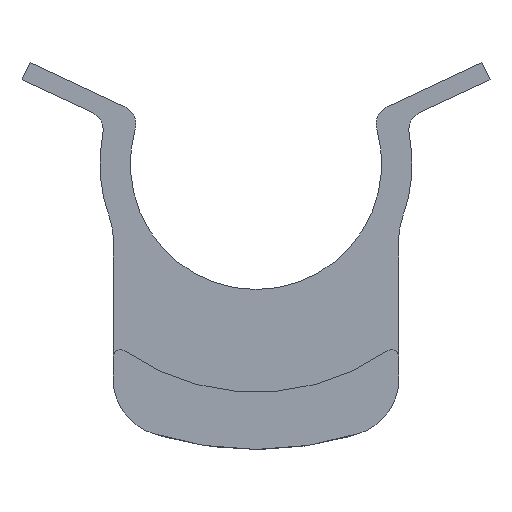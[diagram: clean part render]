
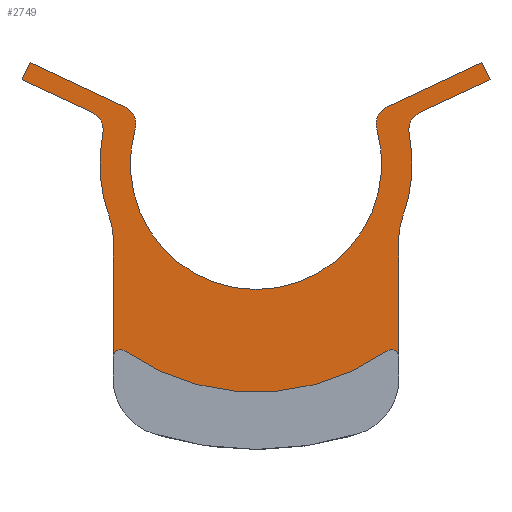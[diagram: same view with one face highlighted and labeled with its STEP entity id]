
A CAD part, front view. The second image highlights one B-rep face of the part: STEP entity #2749.
In plain terms, the highlighted planar face has unit normal (0, -1, 0).
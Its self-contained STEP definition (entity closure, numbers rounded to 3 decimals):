
#71=FACE_BOUND('',#495,.T.);
#72=FACE_BOUND('',#496,.T.);
#170=CIRCLE('',#2917,90.);
#174=CIRCLE('',#2925,5.);
#175=CIRCLE('',#2927,33.);
#176=CIRCLE('',#2928,5.);
#177=CIRCLE('',#2929,5.);
#178=CIRCLE('',#2930,41.);
#179=CIRCLE('',#2931,15.);
#180=CIRCLE('',#2932,15.);
#181=CIRCLE('',#2933,15.);
#182=CIRCLE('',#2934,15.);
#183=CIRCLE('',#2935,41.);
#184=CIRCLE('',#2936,5.);
#185=CIRCLE('',#2937,4.05);
#186=CIRCLE('',#2938,4.05);
#329=FACE_OUTER_BOUND('',#494,.T.);
#494=EDGE_LOOP('',(#2409,#2410,#2411,#2412,#2413,#2414,#2415,#2416,#2417,
#2418,#2419,#2420,#2421,#2422,#2423,#2424,#2425,#2426,#2427,#2428));
#495=EDGE_LOOP('',(#2429));
#496=EDGE_LOOP('',(#2430));
#710=LINE('',#5142,#924);
#711=LINE('',#5144,#925);
#712=LINE('',#5146,#926);
#713=LINE('',#5154,#927);
#714=LINE('',#5159,#928);
#715=LINE('',#5167,#929);
#716=LINE('',#5169,#930);
#717=LINE('',#5170,#931);
#924=VECTOR('',#3426,10.);
#925=VECTOR('',#3427,10.);
#926=VECTOR('',#3428,10.);
#927=VECTOR('',#3435,10.);
#928=VECTOR('',#3440,10.);
#929=VECTOR('',#3447,10.);
#930=VECTOR('',#3448,10.);
#931=VECTOR('',#3449,10.);
#1288=VERTEX_POINT('',#5111);
#1289=VERTEX_POINT('',#5113);
#1295=VERTEX_POINT('',#5131);
#1296=VERTEX_POINT('',#5133);
#1297=VERTEX_POINT('',#5137);
#1298=VERTEX_POINT('',#5139);
#1299=VERTEX_POINT('',#5141);
#1300=VERTEX_POINT('',#5143);
#1301=VERTEX_POINT('',#5145);
#1302=VERTEX_POINT('',#5147);
#1303=VERTEX_POINT('',#5149);
#1304=VERTEX_POINT('',#5151);
#1305=VERTEX_POINT('',#5153);
#1306=VERTEX_POINT('',#5156);
#1307=VERTEX_POINT('',#5158);
#1308=VERTEX_POINT('',#5160);
#1309=VERTEX_POINT('',#5162);
#1310=VERTEX_POINT('',#5164);
#1311=VERTEX_POINT('',#5166);
#1312=VERTEX_POINT('',#5168);
#1313=VERTEX_POINT('',#5171);
#1314=VERTEX_POINT('',#5173);
#1667=EDGE_CURVE('',#1288,#1289,#170,.T.);
#1676=EDGE_CURVE('',#1295,#1296,#174,.T.);
#1678=EDGE_CURVE('',#1295,#1297,#175,.T.);
#1679=EDGE_CURVE('',#1298,#1297,#176,.T.);
#1680=EDGE_CURVE('',#1298,#1299,#710,.T.);
#1681=EDGE_CURVE('',#1299,#1300,#711,.T.);
#1682=EDGE_CURVE('',#1300,#1301,#712,.T.);
#1683=EDGE_CURVE('',#1302,#1301,#177,.T.);
#1684=EDGE_CURVE('',#1302,#1303,#178,.T.);
#1685=EDGE_CURVE('',#1304,#1303,#179,.T.);
#1686=EDGE_CURVE('',#1304,#1305,#713,.T.);
#1687=EDGE_CURVE('',#1289,#1305,#180,.T.);
#1688=EDGE_CURVE('',#1306,#1288,#181,.T.);
#1689=EDGE_CURVE('',#1307,#1306,#714,.T.);
#1690=EDGE_CURVE('',#1308,#1307,#182,.T.);
#1691=EDGE_CURVE('',#1309,#1308,#183,.T.);
#1692=EDGE_CURVE('',#1310,#1309,#184,.T.);
#1693=EDGE_CURVE('',#1311,#1310,#715,.T.);
#1694=EDGE_CURVE('',#1312,#1311,#716,.T.);
#1695=EDGE_CURVE('',#1296,#1312,#717,.T.);
#1696=EDGE_CURVE('',#1313,#1313,#185,.T.);
#1697=EDGE_CURVE('',#1314,#1314,#186,.T.);
#2409=ORIENTED_EDGE('',*,*,#1676,.F.);
#2410=ORIENTED_EDGE('',*,*,#1678,.T.);
#2411=ORIENTED_EDGE('',*,*,#1679,.F.);
#2412=ORIENTED_EDGE('',*,*,#1680,.T.);
#2413=ORIENTED_EDGE('',*,*,#1681,.T.);
#2414=ORIENTED_EDGE('',*,*,#1682,.T.);
#2415=ORIENTED_EDGE('',*,*,#1683,.F.);
#2416=ORIENTED_EDGE('',*,*,#1684,.T.);
#2417=ORIENTED_EDGE('',*,*,#1685,.F.);
#2418=ORIENTED_EDGE('',*,*,#1686,.T.);
#2419=ORIENTED_EDGE('',*,*,#1687,.F.);
#2420=ORIENTED_EDGE('',*,*,#1667,.F.);
#2421=ORIENTED_EDGE('',*,*,#1688,.F.);
#2422=ORIENTED_EDGE('',*,*,#1689,.F.);
#2423=ORIENTED_EDGE('',*,*,#1690,.F.);
#2424=ORIENTED_EDGE('',*,*,#1691,.F.);
#2425=ORIENTED_EDGE('',*,*,#1692,.F.);
#2426=ORIENTED_EDGE('',*,*,#1693,.F.);
#2427=ORIENTED_EDGE('',*,*,#1694,.F.);
#2428=ORIENTED_EDGE('',*,*,#1695,.F.);
#2429=ORIENTED_EDGE('',*,*,#1696,.T.);
#2430=ORIENTED_EDGE('',*,*,#1697,.T.);
#2613=PLANE('',#2926);
#2749=ADVANCED_FACE('',(#329,#71,#72),#2613,.F.);
#2917=AXIS2_PLACEMENT_3D('',#5114,#3396,#3397);
#2925=AXIS2_PLACEMENT_3D('',#5134,#3417,#3418);
#2926=AXIS2_PLACEMENT_3D('',#5136,#3420,#3421);
#2927=AXIS2_PLACEMENT_3D('',#5138,#3422,#3423);
#2928=AXIS2_PLACEMENT_3D('',#5140,#3424,#3425);
#2929=AXIS2_PLACEMENT_3D('',#5148,#3429,#3430);
#2930=AXIS2_PLACEMENT_3D('',#5150,#3431,#3432);
#2931=AXIS2_PLACEMENT_3D('',#5152,#3433,#3434);
#2932=AXIS2_PLACEMENT_3D('',#5155,#3436,#3437);
#2933=AXIS2_PLACEMENT_3D('',#5157,#3438,#3439);
#2934=AXIS2_PLACEMENT_3D('',#5161,#3441,#3442);
#2935=AXIS2_PLACEMENT_3D('',#5163,#3443,#3444);
#2936=AXIS2_PLACEMENT_3D('',#5165,#3445,#3446);
#2937=AXIS2_PLACEMENT_3D('',#5172,#3450,#3451);
#2938=AXIS2_PLACEMENT_3D('',#5174,#3452,#3453);
#3396=DIRECTION('center_axis',(0.,1.,0.));
#3397=DIRECTION('ref_axis',(0.417,0.,-0.909));
#3417=DIRECTION('center_axis',(0.,1.,0.));
#3418=DIRECTION('ref_axis',(-0.91,0.,0.415));
#3420=DIRECTION('center_axis',(0.,1.,0.));
#3421=DIRECTION('ref_axis',(0.,0.,1.));
#3422=DIRECTION('center_axis',(0.,1.,0.));
#3423=DIRECTION('ref_axis',(0.919,0.,-0.395));
#3424=DIRECTION('center_axis',(0.,1.,0.));
#3425=DIRECTION('ref_axis',(0.91,0.,0.415));
#3426=DIRECTION('',(-0.906,0.,0.423));
#3427=DIRECTION('',(-0.423,0.,-0.906));
#3428=DIRECTION('',(0.906,0.,-0.423));
#3429=DIRECTION('center_axis',(0.,-1.,0.));
#3430=DIRECTION('ref_axis',(0.892,0.,0.453));
#3431=DIRECTION('center_axis',(0.,-1.,0.));
#3432=DIRECTION('ref_axis',(-0.958,0.,0.285));
#3433=DIRECTION('center_axis',(0.,-1.,0.));
#3434=DIRECTION('ref_axis',(0.984,0.,0.177));
#3435=DIRECTION('',(0.,0.,-1.));
#3436=DIRECTION('center_axis',(0.,1.,0.));
#3437=DIRECTION('ref_axis',(-0.806,0.,-0.592));
#3438=DIRECTION('center_axis',(0.,1.,0.));
#3439=DIRECTION('ref_axis',(0.806,0.,-0.592));
#3440=DIRECTION('',(0.,0.,-1.));
#3441=DIRECTION('center_axis',(0.,-1.,0.));
#3442=DIRECTION('ref_axis',(-0.984,0.,0.177));
#3443=DIRECTION('center_axis',(0.,1.,0.));
#3444=DIRECTION('ref_axis',(0.958,0.,0.285));
#3445=DIRECTION('center_axis',(0.,-1.,0.));
#3446=DIRECTION('ref_axis',(-0.892,0.,0.453));
#3447=DIRECTION('',(-0.906,0.,-0.423));
#3448=DIRECTION('',(0.423,0.,-0.906));
#3449=DIRECTION('',(0.906,0.,0.423));
#3450=DIRECTION('center_axis',(0.,1.,0.));
#3451=DIRECTION('ref_axis',(1.,0.,0.));
#3452=DIRECTION('center_axis',(0.,1.,0.));
#3453=DIRECTION('ref_axis',(1.,0.,0.));
#5111=CARTESIAN_POINT('',(27.,0.,-70.855));
#5113=CARTESIAN_POINT('',(-27.,0.,-70.855));
#5114=CARTESIAN_POINT('Origin',(0.,0.,15.));
#5131=CARTESIAN_POINT('',(31.735,0.,9.049));
#5133=CARTESIAN_POINT('',(34.43,0.,14.952));
#5134=CARTESIAN_POINT('Origin',(36.543,0.,10.42));
#5136=CARTESIAN_POINT('Origin',(30.723,0.,-24.218));
#5137=CARTESIAN_POINT('',(-31.735,0.,9.049));
#5138=CARTESIAN_POINT('Origin',(0.,0.,0.));
#5139=CARTESIAN_POINT('',(-34.43,0.,14.952));
#5140=CARTESIAN_POINT('Origin',(-36.543,0.,10.42));
#5141=CARTESIAN_POINT('',(-59.333,0.,26.564));
#5142=CARTESIAN_POINT('',(-30.317,0.,13.034));
#5143=CARTESIAN_POINT('',(-61.446,0.,22.032));
#5144=CARTESIAN_POINT('',(-59.333,0.,26.564));
#5145=CARTESIAN_POINT('',(-43.016,0.,13.439));
#5146=CARTESIAN_POINT('',(-61.446,0.,22.032));
#5147=CARTESIAN_POINT('',(-40.224,0.,7.939));
#5148=CARTESIAN_POINT('Origin',(-45.129,0.,8.907));
#5149=CARTESIAN_POINT('',(-38.438,0.,-14.267));
#5150=CARTESIAN_POINT('Origin',(0.,0.,0.));
#5151=CARTESIAN_POINT('',(-37.5,0.,-19.487));
#5152=CARTESIAN_POINT('Origin',(-52.5,0.,-19.487));
#5153=CARTESIAN_POINT('',(-37.5,0.,-56.545));
#5154=CARTESIAN_POINT('',(-37.5,0.,-16.576));
#5155=CARTESIAN_POINT('Origin',(-22.5,0.,-56.545));
#5156=CARTESIAN_POINT('',(37.5,0.,-56.545));
#5157=CARTESIAN_POINT('Origin',(22.5,0.,-56.545));
#5158=CARTESIAN_POINT('',(37.5,0.,-19.487));
#5159=CARTESIAN_POINT('',(37.5,0.,-16.576));
#5160=CARTESIAN_POINT('',(38.438,0.,-14.267));
#5161=CARTESIAN_POINT('Origin',(52.5,0.,-19.487));
#5162=CARTESIAN_POINT('',(40.224,0.,7.939));
#5163=CARTESIAN_POINT('Origin',(0.,0.,0.));
#5164=CARTESIAN_POINT('',(43.016,0.,13.439));
#5165=CARTESIAN_POINT('Origin',(45.129,0.,8.907));
#5166=CARTESIAN_POINT('',(61.446,0.,22.032));
#5167=CARTESIAN_POINT('',(61.446,0.,22.032));
#5168=CARTESIAN_POINT('',(59.333,0.,26.564));
#5169=CARTESIAN_POINT('',(59.333,0.,26.564));
#5170=CARTESIAN_POINT('',(30.317,0.,13.034));
#5171=CARTESIAN_POINT('',(15.95,0.,-65.));
#5172=CARTESIAN_POINT('Origin',(20.,0.,-65.));
#5173=CARTESIAN_POINT('',(-24.05,0.,-65.));
#5174=CARTESIAN_POINT('Origin',(-20.,0.,-65.));
